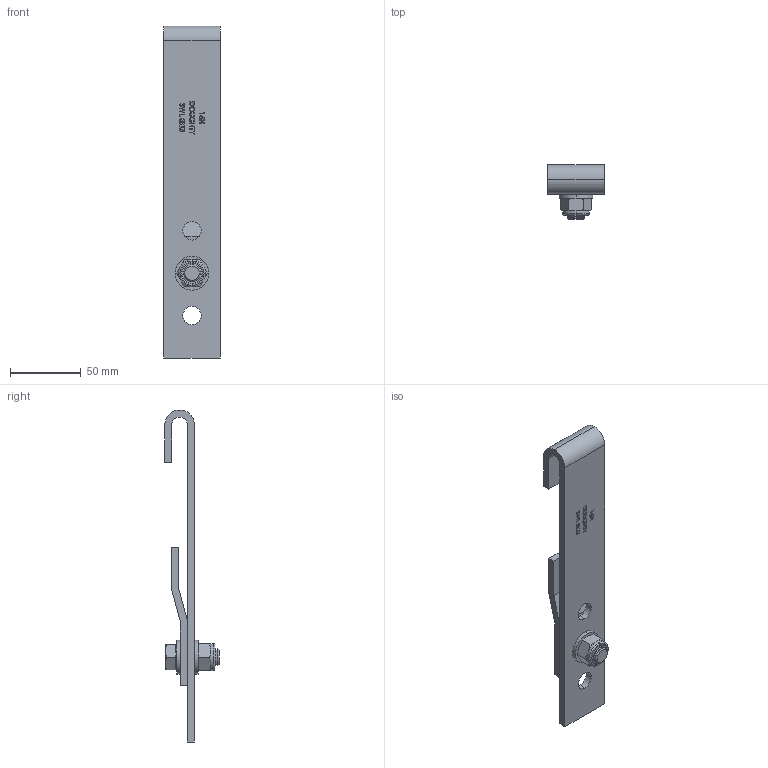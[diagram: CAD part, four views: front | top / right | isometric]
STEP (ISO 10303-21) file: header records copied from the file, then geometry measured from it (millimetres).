
FILE_DESCRIPTION (( 'STEP AP203' ), '1' );
FILE_NAME ('T29810.STEP', '2018-07-19T15:06:24', ( '' ), ( '' ), 'SwSTEP 2.0', 'SolidWorks 2016', '' );
FILE_SCHEMA (( 'CONFIG_CONTROL_DESIGN' ));
Length unit declared in the file: millimetre
Products named in the file (6): Hex Bolt_ISO 4016 - M12 x 30 x 30-WS; A Washer_Bright washer BS 4320 - M12 (Form A); T29810; TH269; TH755; SW3dPS-nyloc nut, st stl a2 iso_M12 NYLOC
Assembly tree (6 placements, depth 2):
  T29810
    TH269
    TH755
    A Washer_Bright washer BS 4320 - M12 (Form A)  x2
    Hex Bolt_ISO 4016 - M12 x 30 x 30-WS
    SW3dPS-nyloc nut, st stl a2 iso_M12 NYLOC
Bounding box: 40 x 38.5 x 235 mm (x, y, z)
Volume: 81800.9 mm3; surface area: 40519.1 mm2
Topology: 6 solids, 6 shells, 402 faces, 1041 edges, 672 vertices
Faces by surface type: plane 170, cone 88, bspline 78, cylinder 62, torus 4
Entity records: 17331 total; most frequent: CARTESIAN_POINT 7344, ORIENTED_EDGE 2058, DIRECTION 1741, EDGE_CURVE 1029, VERTEX_POINT 664, LINE 587, VECTOR 587, AXIS2_PLACEMENT_3D 577
